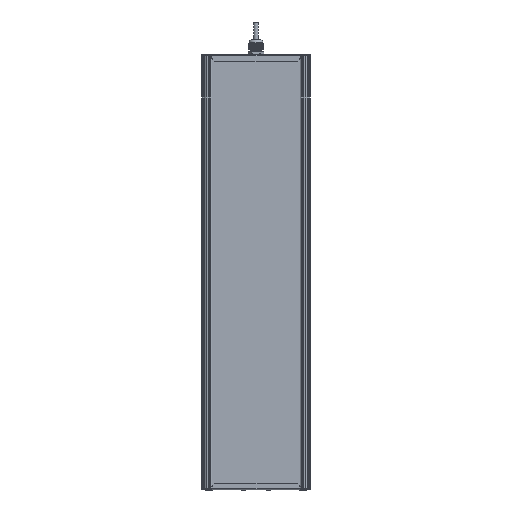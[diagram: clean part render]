
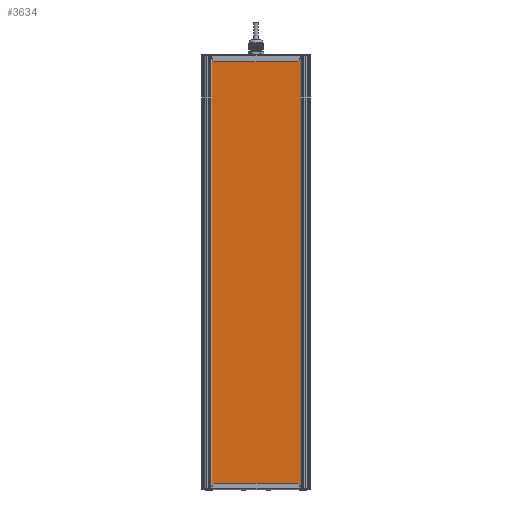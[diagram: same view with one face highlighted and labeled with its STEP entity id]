
A CAD part, front view. The second image highlights one B-rep face of the part: STEP entity #3634.
In plain terms, the highlighted face is planar.
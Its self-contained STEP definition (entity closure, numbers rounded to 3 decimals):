
#3634=ADVANCED_FACE('',(#12642),#12644,.T.);
#12642=FACE_BOUND('',#12643,.T.);
#12643=EDGE_LOOP('',(#39179,#39180,#39181,#39182));
#12644=PLANE('',#12645);
#12645=AXIS2_PLACEMENT_3D('',#12646,#12647,#12648);
#12646=CARTESIAN_POINT('',(2111.497,401.002,-34.582));
#12647=DIRECTION('',(0.,0.,-1.));
#12648=DIRECTION('',(0.,1.,0.));
#39179=ORIENTED_EDGE('',*,*,#45721,.F.);
#39180=ORIENTED_EDGE('',*,*,#45720,.T.);
#39181=ORIENTED_EDGE('',*,*,#45722,.F.);
#39182=ORIENTED_EDGE('',*,*,#45723,.F.);
#45720=EDGE_CURVE('',#51284,#51288,#51290,.T.);
#45721=EDGE_CURVE('',#51284,#51291,#51292,.T.);
#45722=EDGE_CURVE('',#51293,#51288,#51294,.T.);
#45723=EDGE_CURVE('',#51291,#51293,#51295,.T.);
#51284=VERTEX_POINT('',#69974);
#51288=VERTEX_POINT('',#69982);
#51290=LINE('',#69986,#69987);
#51291=VERTEX_POINT('',#69989);
#51292=LINE('',#69990,#69991);
#51293=VERTEX_POINT('',#69993);
#51294=LINE('',#69994,#69995);
#51295=LINE('',#69997,#69998);
#69974=CARTESIAN_POINT('',(2111.497,565.13,-34.582));
#69982=CARTESIAN_POINT('',(2857.497,565.13,-34.582));
#69986=CARTESIAN_POINT('',(2111.497,565.13,-34.582));
#69987=VECTOR('',#69988,1.);
#69988=DIRECTION('',(1.,0.,0.));
#69989=CARTESIAN_POINT('',(2111.497,401.002,-34.582));
#69990=CARTESIAN_POINT('',(2111.497,565.13,-34.582));
#69991=VECTOR('',#69992,1.);
#69992=DIRECTION('',(0.,-1.,0.));
#69993=CARTESIAN_POINT('',(2857.497,401.002,-34.582));
#69994=CARTESIAN_POINT('',(2857.497,401.002,-34.582));
#69995=VECTOR('',#69996,1.);
#69996=DIRECTION('',(0.,1.,0.));
#69997=CARTESIAN_POINT('',(2111.497,401.002,-34.582));
#69998=VECTOR('',#69999,1.);
#69999=DIRECTION('',(1.,0.,0.));
